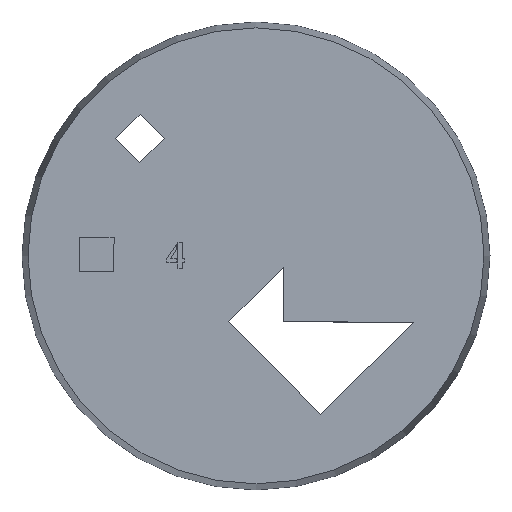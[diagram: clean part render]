
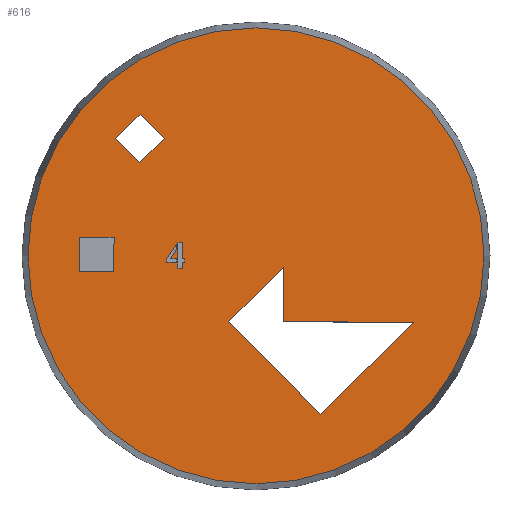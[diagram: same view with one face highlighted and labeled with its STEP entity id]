
A CAD part, top view. The second image highlights one B-rep face of the part: STEP entity #616.
In plain terms, the highlighted planar face has unit normal (0, 0, 1).
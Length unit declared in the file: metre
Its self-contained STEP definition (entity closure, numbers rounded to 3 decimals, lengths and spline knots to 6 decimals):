
#13=CIRCLE('',#664,0.066251);
#15=ORIENTED_EDGE('',*,*,#187,.F.);
#16=ORIENTED_EDGE('',*,*,#188,.F.);
#17=ORIENTED_EDGE('',*,*,#189,.F.);
#18=ORIENTED_EDGE('',*,*,#190,.F.);
#19=ORIENTED_EDGE('',*,*,#191,.T.);
#20=ORIENTED_EDGE('',*,*,#192,.T.);
#21=ORIENTED_EDGE('',*,*,#193,.T.);
#22=ORIENTED_EDGE('',*,*,#194,.T.);
#23=ORIENTED_EDGE('',*,*,#195,.T.);
#24=ORIENTED_EDGE('',*,*,#196,.T.);
#25=ORIENTED_EDGE('',*,*,#197,.T.);
#26=ORIENTED_EDGE('',*,*,#198,.T.);
#27=ORIENTED_EDGE('',*,*,#199,.T.);
#28=ORIENTED_EDGE('',*,*,#200,.T.);
#29=ORIENTED_EDGE('',*,*,#201,.T.);
#30=ORIENTED_EDGE('',*,*,#202,.T.);
#31=ORIENTED_EDGE('',*,*,#203,.T.);
#32=ORIENTED_EDGE('',*,*,#204,.T.);
#33=ORIENTED_EDGE('',*,*,#205,.T.);
#34=ORIENTED_EDGE('',*,*,#206,.T.);
#35=ORIENTED_EDGE('',*,*,#207,.T.);
#36=ORIENTED_EDGE('',*,*,#208,.T.);
#37=ORIENTED_EDGE('',*,*,#209,.T.);
#38=ORIENTED_EDGE('',*,*,#210,.T.);
#39=ORIENTED_EDGE('',*,*,#211,.T.);
#40=ORIENTED_EDGE('',*,*,#212,.T.);
#41=ORIENTED_EDGE('',*,*,#213,.T.);
#42=ORIENTED_EDGE('',*,*,#214,.T.);
#43=ORIENTED_EDGE('',*,*,#215,.T.);
#187=EDGE_CURVE('',#273,#274,#331,.T.);
#188=EDGE_CURVE('',#275,#273,#332,.T.);
#189=EDGE_CURVE('',#276,#275,#333,.T.);
#190=EDGE_CURVE('',#274,#276,#334,.T.);
#191=EDGE_CURVE('',#277,#277,#13,.T.);
#192=EDGE_CURVE('',#278,#279,#335,.T.);
#193=EDGE_CURVE('',#279,#280,#336,.T.);
#194=EDGE_CURVE('',#280,#281,#337,.T.);
#195=EDGE_CURVE('',#281,#282,#338,.T.);
#196=EDGE_CURVE('',#282,#278,#339,.T.);
#197=EDGE_CURVE('',#283,#284,#340,.T.);
#198=EDGE_CURVE('',#284,#285,#341,.T.);
#199=EDGE_CURVE('',#285,#286,#342,.T.);
#200=EDGE_CURVE('',#286,#287,#343,.T.);
#201=EDGE_CURVE('',#287,#288,#344,.T.);
#202=EDGE_CURVE('',#288,#289,#345,.T.);
#203=EDGE_CURVE('',#289,#283,#346,.T.);
#204=EDGE_CURVE('',#290,#291,#347,.T.);
#205=EDGE_CURVE('',#291,#292,#348,.T.);
#206=EDGE_CURVE('',#292,#293,#349,.T.);
#207=EDGE_CURVE('',#293,#294,#350,.T.);
#208=EDGE_CURVE('',#294,#295,#351,.T.);
#209=EDGE_CURVE('',#295,#296,#352,.T.);
#210=EDGE_CURVE('',#296,#297,#353,.T.);
#211=EDGE_CURVE('',#297,#290,#354,.T.);
#212=EDGE_CURVE('',#298,#299,#355,.T.);
#213=EDGE_CURVE('',#299,#300,#356,.T.);
#214=EDGE_CURVE('',#300,#301,#357,.T.);
#215=EDGE_CURVE('',#301,#298,#358,.T.);
#273=VERTEX_POINT('',#860);
#274=VERTEX_POINT('',#861);
#275=VERTEX_POINT('',#863);
#276=VERTEX_POINT('',#865);
#277=VERTEX_POINT('',#868);
#278=VERTEX_POINT('',#870);
#279=VERTEX_POINT('',#871);
#280=VERTEX_POINT('',#873);
#281=VERTEX_POINT('',#875);
#282=VERTEX_POINT('',#877);
#283=VERTEX_POINT('',#880);
#284=VERTEX_POINT('',#881);
#285=VERTEX_POINT('',#883);
#286=VERTEX_POINT('',#885);
#287=VERTEX_POINT('',#887);
#288=VERTEX_POINT('',#889);
#289=VERTEX_POINT('',#891);
#290=VERTEX_POINT('',#894);
#291=VERTEX_POINT('',#895);
#292=VERTEX_POINT('',#897);
#293=VERTEX_POINT('',#899);
#294=VERTEX_POINT('',#901);
#295=VERTEX_POINT('',#903);
#296=VERTEX_POINT('',#905);
#297=VERTEX_POINT('',#907);
#298=VERTEX_POINT('',#910);
#299=VERTEX_POINT('',#911);
#300=VERTEX_POINT('',#913);
#301=VERTEX_POINT('',#915);
#331=LINE('',#859,#415);
#332=LINE('',#862,#416);
#333=LINE('',#864,#417);
#334=LINE('',#866,#418);
#335=LINE('',#869,#419);
#336=LINE('',#872,#420);
#337=LINE('',#874,#421);
#338=LINE('',#876,#422);
#339=LINE('',#878,#423);
#340=LINE('',#879,#424);
#341=LINE('',#882,#425);
#342=LINE('',#884,#426);
#343=LINE('',#886,#427);
#344=LINE('',#888,#428);
#345=LINE('',#890,#429);
#346=LINE('',#892,#430);
#347=LINE('',#893,#431);
#348=LINE('',#896,#432);
#349=LINE('',#898,#433);
#350=LINE('',#900,#434);
#351=LINE('',#902,#435);
#352=LINE('',#904,#436);
#353=LINE('',#906,#437);
#354=LINE('',#908,#438);
#355=LINE('',#909,#439);
#356=LINE('',#912,#440);
#357=LINE('',#914,#441);
#358=LINE('',#916,#442);
#415=VECTOR('',#703,1.);
#416=VECTOR('',#704,1.);
#417=VECTOR('',#705,1.);
#418=VECTOR('',#706,1.);
#419=VECTOR('',#709,1.);
#420=VECTOR('',#710,1.);
#421=VECTOR('',#711,1.);
#422=VECTOR('',#712,1.);
#423=VECTOR('',#713,1.);
#424=VECTOR('',#714,1.);
#425=VECTOR('',#715,1.);
#426=VECTOR('',#716,1.);
#427=VECTOR('',#717,1.);
#428=VECTOR('',#718,1.);
#429=VECTOR('',#719,1.);
#430=VECTOR('',#720,1.);
#431=VECTOR('',#721,1.);
#432=VECTOR('',#722,1.);
#433=VECTOR('',#723,1.);
#434=VECTOR('',#724,1.);
#435=VECTOR('',#725,1.);
#436=VECTOR('',#726,1.);
#437=VECTOR('',#727,1.);
#438=VECTOR('',#728,1.);
#439=VECTOR('',#729,1.);
#440=VECTOR('',#730,1.);
#441=VECTOR('',#731,1.);
#442=VECTOR('',#732,1.);
#499=EDGE_LOOP('',(#15,#16,#17,#18));
#500=EDGE_LOOP('',(#19));
#501=EDGE_LOOP('',(#20,#21,#22,#23,#24));
#502=EDGE_LOOP('',(#25,#26,#27,#28,#29,#30,#31));
#503=EDGE_LOOP('',(#32,#33,#34,#35,#36,#37,#38,#39));
#504=EDGE_LOOP('',(#40,#41,#42,#43));
#541=FACE_BOUND('',#499,.T.);
#542=FACE_BOUND('',#500,.T.);
#543=FACE_BOUND('',#501,.T.);
#544=FACE_BOUND('',#502,.T.);
#545=FACE_BOUND('',#503,.T.);
#546=FACE_BOUND('',#504,.T.);
#583=PLANE('',#663);
#616=ADVANCED_FACE('',(#541,#542,#543,#544,#545,#546),#583,.T.);
#663=AXIS2_PLACEMENT_3D('',#858,#701,#702);
#664=AXIS2_PLACEMENT_3D('',#867,#707,#708);
#701=DIRECTION('',(0.,0.,1.));
#702=DIRECTION('',(1.,0.,0.));
#703=DIRECTION('',(-0.703,0.711,0.));
#704=DIRECTION('',(0.711,0.703,0.));
#705=DIRECTION('',(0.703,-0.711,0.));
#706=DIRECTION('',(-0.711,-0.703,0.));
#707=DIRECTION('',(0.,0.,1.));
#708=DIRECTION('',(1.,0.,0.));
#709=DIRECTION('',(-0.008,-1.,0.));
#710=DIRECTION('',(1.,-0.008,0.));
#711=DIRECTION('',(-0.711,-0.703,0.));
#712=DIRECTION('',(-0.703,0.711,0.));
#713=DIRECTION('',(0.711,0.703,0.));
#714=DIRECTION('',(-1.,0.,0.));
#715=DIRECTION('',(0.,1.,0.));
#716=DIRECTION('',(0.561,0.828,0.));
#717=DIRECTION('',(0.,-1.,0.));
#718=DIRECTION('',(-0.539,-0.842,0.));
#719=DIRECTION('',(1.,0.,0.));
#720=DIRECTION('',(0.,-1.,0.));
#721=DIRECTION('',(0.,-1.,0.));
#722=DIRECTION('',(1.,0.,0.));
#723=DIRECTION('',(0.,-1.,0.));
#724=DIRECTION('',(-1.,0.,0.));
#725=DIRECTION('',(0.,-1.,0.));
#726=DIRECTION('',(-1.,0.,0.));
#727=DIRECTION('',(0.,1.,0.));
#728=DIRECTION('',(1.,0.,0.));
#729=DIRECTION('',(-1.,0.008,0.));
#730=DIRECTION('',(0.008,1.,0.));
#731=DIRECTION('',(1.,-0.008,0.));
#732=DIRECTION('',(-0.008,-1.,0.));
#858=CARTESIAN_POINT('',(0.,0.,0.1));
#859=CARTESIAN_POINT('',(-0.030181,0.037659,0.1));
#860=CARTESIAN_POINT('',(-0.026667,0.034102,0.1));
#861=CARTESIAN_POINT('',(-0.033695,0.041216,0.1));
#862=CARTESIAN_POINT('',(-0.030223,0.030588,0.1));
#863=CARTESIAN_POINT('',(-0.03378,0.027074,0.1));
#864=CARTESIAN_POINT('',(-0.037294,0.03063,0.1));
#865=CARTESIAN_POINT('',(-0.040809,0.034187,0.1));
#866=CARTESIAN_POINT('',(-0.037252,0.037701,0.1));
#867=CARTESIAN_POINT('',(0.,0.,0.1));
#868=CARTESIAN_POINT('',(0.066251,0.,0.1));
#869=CARTESIAN_POINT('',(0.007911,-0.011216,0.1));
#870=CARTESIAN_POINT('',(0.007973,-0.003368,0.1));
#871=CARTESIAN_POINT('',(0.007848,-0.019063,0.1));
#872=CARTESIAN_POINT('',(0.026847,-0.019215,0.1));
#873=CARTESIAN_POINT('',(0.045847,-0.019367,0.1));
#874=CARTESIAN_POINT('',(0.032331,-0.032721,0.1));
#875=CARTESIAN_POINT('',(0.018816,-0.046076,0.1));
#876=CARTESIAN_POINT('',(0.005462,-0.03256,0.1));
#877=CARTESIAN_POINT('',(-0.007892,-0.019045,0.1));
#878=CARTESIAN_POINT('',(0.00004,-0.011207,0.1));
#879=CARTESIAN_POINT('',(-0.0245,-0.001815,0.1));
#880=CARTESIAN_POINT('',(-0.023087,-0.001815,0.1));
#881=CARTESIAN_POINT('',(-0.025914,-0.001815,0.1));
#882=CARTESIAN_POINT('',(-0.025914,-0.001332,0.1));
#883=CARTESIAN_POINT('',(-0.025914,-0.000849,0.1));
#884=CARTESIAN_POINT('',(-0.0245,0.001236,0.1));
#885=CARTESIAN_POINT('',(-0.023087,0.003321,0.1));
#886=CARTESIAN_POINT('',(-0.023087,0.002595,0.1));
#887=CARTESIAN_POINT('',(-0.023087,0.001868,0.1));
#888=CARTESIAN_POINT('',(-0.023957,0.00051,0.1));
#889=CARTESIAN_POINT('',(-0.024826,-0.000849,0.1));
#890=CARTESIAN_POINT('',(-0.023957,-0.000849,0.1));
#891=CARTESIAN_POINT('',(-0.023087,-0.000849,0.1));
#892=CARTESIAN_POINT('',(-0.023087,-0.001332,0.1));
#893=CARTESIAN_POINT('',(-0.021428,0.001541,0.1));
#894=CARTESIAN_POINT('',(-0.021428,0.003932,0.1));
#895=CARTESIAN_POINT('',(-0.021428,-0.000849,0.1));
#896=CARTESIAN_POINT('',(-0.021037,-0.000849,0.1));
#897=CARTESIAN_POINT('',(-0.020645,-0.000849,0.1));
#898=CARTESIAN_POINT('',(-0.020645,-0.001332,0.1));
#899=CARTESIAN_POINT('',(-0.020645,-0.001815,0.1));
#900=CARTESIAN_POINT('',(-0.021037,-0.001815,0.1));
#901=CARTESIAN_POINT('',(-0.021428,-0.001815,0.1));
#902=CARTESIAN_POINT('',(-0.021428,-0.00269,0.1));
#903=CARTESIAN_POINT('',(-0.021428,-0.003565,0.1));
#904=CARTESIAN_POINT('',(-0.022049,-0.003565,0.1));
#905=CARTESIAN_POINT('',(-0.02267,-0.003565,0.1));
#906=CARTESIAN_POINT('',(-0.02267,0.000183,0.1));
#907=CARTESIAN_POINT('',(-0.02267,0.003932,0.1));
#908=CARTESIAN_POINT('',(-0.022049,0.003932,0.1));
#909=CARTESIAN_POINT('',(-0.04633,-0.00463,0.1));
#910=CARTESIAN_POINT('',(-0.04133,-0.00467,0.1));
#911=CARTESIAN_POINT('',(-0.051329,-0.00459,0.1));
#912=CARTESIAN_POINT('',(-0.051289,0.00041,0.1));
#913=CARTESIAN_POINT('',(-0.051249,0.00541,0.1));
#914=CARTESIAN_POINT('',(-0.04625,0.00537,0.1));
#915=CARTESIAN_POINT('',(-0.04125,0.00533,0.1));
#916=CARTESIAN_POINT('',(-0.04129,0.00033,0.1));
